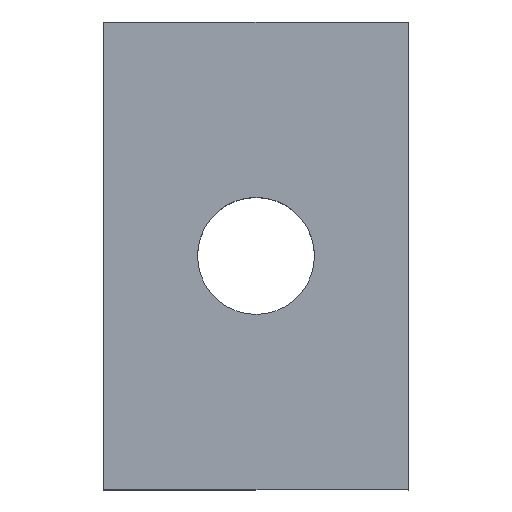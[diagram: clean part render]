
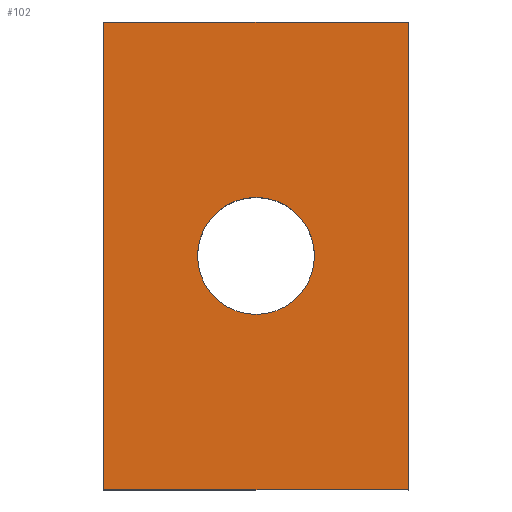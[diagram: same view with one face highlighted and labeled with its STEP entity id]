
A CAD part, top view. The second image highlights one B-rep face of the part: STEP entity #102.
In plain terms, the highlighted planar face has unit normal (0, 0, 1).
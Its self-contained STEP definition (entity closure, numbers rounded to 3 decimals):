
#15 = DIRECTION ( 'NONE',  ( 1., 0., 0. ) ) ;
#17 = DIRECTION ( 'NONE',  ( 0., 0., 1. ) ) ;
#20 = CARTESIAN_POINT ( 'NONE',  ( 6.5, 10., 5. ) ) ;
#21 = DIRECTION ( 'NONE',  ( 0., 0., -1. ) ) ;
#22 = DIRECTION ( 'NONE',  ( 1., 0., 0. ) ) ;
#25 = CARTESIAN_POINT ( 'NONE',  ( 13., 0., 5. ) ) ;
#28 = DIRECTION ( 'NONE',  ( 0., 0., 1. ) ) ;
#30 = CARTESIAN_POINT ( 'NONE',  ( 6.5, 10., 5. ) ) ;
#31 = EDGE_CURVE ( 'NONE', #212, #255, #163, .T. ) ;
#32 = CARTESIAN_POINT ( 'NONE',  ( 0., 20., 5. ) ) ;
#41 = VERTEX_POINT ( 'NONE', #172 ) ;
#47 = CARTESIAN_POINT ( 'NONE',  ( 9., 10., 5. ) ) ;
#50 = DIRECTION ( 'NONE',  ( -1., 0., 0. ) ) ;
#52 = ORIENTED_EDGE ( 'NONE', *, *, #113, .F. ) ;
#56 = ORIENTED_EDGE ( 'NONE', *, *, #62, .T. ) ;
#62 = EDGE_CURVE ( 'NONE', #255, #41, #248, .T. ) ;
#63 = CARTESIAN_POINT ( 'NONE',  ( 0., 0., 5. ) ) ;
#65 = PLANE ( 'NONE',  #245 ) ;
#66 = ORIENTED_EDGE ( 'NONE', *, *, #93, .T. ) ;
#67 = VECTOR ( 'NONE', #260, 1000. ) ;
#83 = EDGE_LOOP ( 'NONE', ( #236, #52 ) ) ;
#87 = CARTESIAN_POINT ( 'NONE',  ( 4., 10., 5. ) ) ;
#93 = EDGE_CURVE ( 'NONE', #41, #143, #252, .T. ) ;
#102 = ADVANCED_FACE ( 'NONE', ( #111, #205 ), #65, .F. ) ;
#107 = VECTOR ( 'NONE', #159, 1000. ) ;
#111 = FACE_OUTER_BOUND ( 'NONE', #181, .T. ) ;
#113 = EDGE_CURVE ( 'NONE', #119, #169, #237, .T. ) ;
#117 = DIRECTION ( 'NONE',  ( -1., 0., 0. ) ) ;
#119 = VERTEX_POINT ( 'NONE', #47 ) ;
#123 = ORIENTED_EDGE ( 'NONE', *, *, #31, .T. ) ;
#124 = CARTESIAN_POINT ( 'NONE',  ( 13., 0., 5. ) ) ;
#125 = DIRECTION ( 'NONE',  ( 0., 1., 0. ) ) ;
#133 = CARTESIAN_POINT ( 'NONE',  ( 0., 20., 5. ) ) ;
#138 = VECTOR ( 'NONE', #117, 1000. ) ;
#143 = VERTEX_POINT ( 'NONE', #32 ) ;
#155 = CIRCLE ( 'NONE', #244, 2.5 ) ;
#159 = DIRECTION ( 'NONE',  ( 1., 0., 0. ) ) ;
#160 = CARTESIAN_POINT ( 'NONE',  ( 0., 0., 5. ) ) ;
#163 = LINE ( 'NONE', #160, #107 ) ;
#169 = VERTEX_POINT ( 'NONE', #87 ) ;
#172 = CARTESIAN_POINT ( 'NONE',  ( 13., 20., 5. ) ) ;
#181 = EDGE_LOOP ( 'NONE', ( #250, #123, #56, #66 ) ) ;
#205 = FACE_BOUND ( 'NONE', #83, .T. ) ;
#212 = VERTEX_POINT ( 'NONE', #63 ) ;
#220 = VECTOR ( 'NONE', #125, 1000. ) ;
#230 = EDGE_CURVE ( 'NONE', #169, #119, #155, .T. ) ;
#233 = AXIS2_PLACEMENT_3D ( 'NONE', #30, #28, #22 ) ;
#234 = LINE ( 'NONE', #256, #67 ) ;
#236 = ORIENTED_EDGE ( 'NONE', *, *, #230, .F. ) ;
#237 = CIRCLE ( 'NONE', #233, 2.5 ) ;
#244 = AXIS2_PLACEMENT_3D ( 'NONE', #20, #17, #15 ) ;
#245 = AXIS2_PLACEMENT_3D ( 'NONE', #249, #21, #50 ) ;
#248 = LINE ( 'NONE', #124, #220 ) ;
#249 = CARTESIAN_POINT ( 'NONE',  ( 0., 0., 5. ) ) ;
#250 = ORIENTED_EDGE ( 'NONE', *, *, #268, .T. ) ;
#252 = LINE ( 'NONE', #133, #138 ) ;
#255 = VERTEX_POINT ( 'NONE', #25 ) ;
#256 = CARTESIAN_POINT ( 'NONE',  ( 0., 0., 5. ) ) ;
#260 = DIRECTION ( 'NONE',  ( 0., -1., 0. ) ) ;
#268 = EDGE_CURVE ( 'NONE', #143, #212, #234, .T. ) ;
